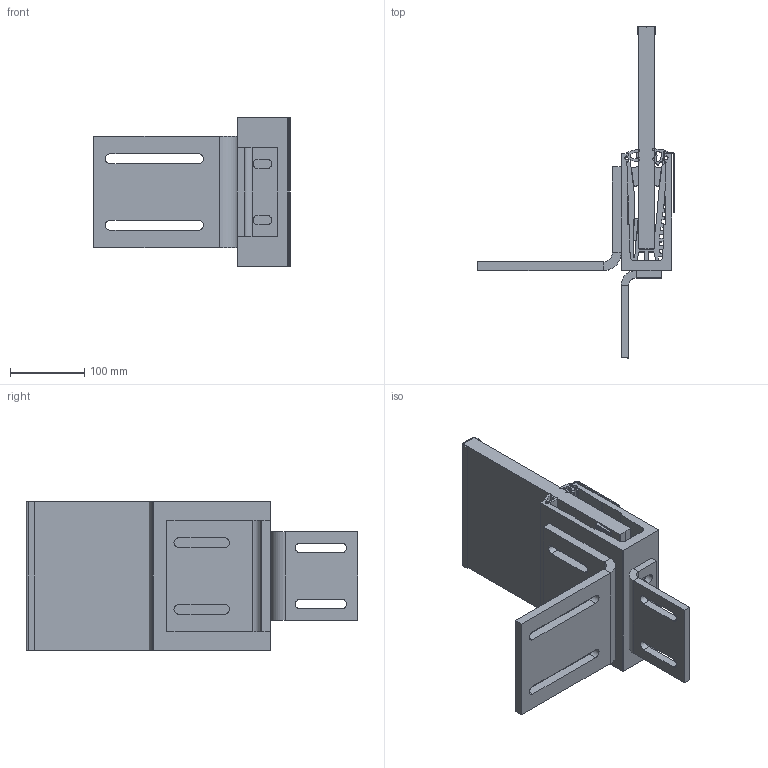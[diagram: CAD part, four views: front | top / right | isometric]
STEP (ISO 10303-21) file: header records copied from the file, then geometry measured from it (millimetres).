
FILE_DESCRIPTION (( 'STEP AP214' ), '1' );
FILE_NAME ('GGG 68mm - 20mm.step', '2020-06-19T06:14:12', ( '' ), ( '' ), 'SwSTEP 2.0', 'SolidWorks 2019', '' );
FILE_SCHEMA (( 'AUTOMOTIVE_DESIGN' ));
Length unit declared in the file: millimetre
Products named in the file (12): 137327_01; 137329_01; GGG 68mm - 20mm; 137321_01; Ein-Blech_01; Glas 20mm_01; 137331_01; 137104_01; 137332_01; 137330_01; 137103_01; 136204_01
Assembly tree (12 placements, depth 2):
  GGG 68mm - 20mm
    137321_01
    136204_01
    137331_01
    Glas 20mm_01
    137327_01
    137329_01
    137330_01  x2
    Ein-Blech_01
    137332_01
    137103_01
    137104_01
Bounding box: 265.7 x 448.25 x 200 mm (x, y, z)
Volume: 3163327.1 mm3; surface area: 706248.9 mm2
Topology: 12 solids, 12 shells, 814 faces, 2338 edges, 1548 vertices
Faces by surface type: plane 542, cylinder 272
Entity records: 24273 total; most frequent: CARTESIAN_POINT 4215, ORIENTED_EDGE 4178, DIRECTION 4029, EDGE_CURVE 2089, LINE 1637, VECTOR 1637, VERTEX_POINT 1382, AXIS2_PLACEMENT_3D 1196
